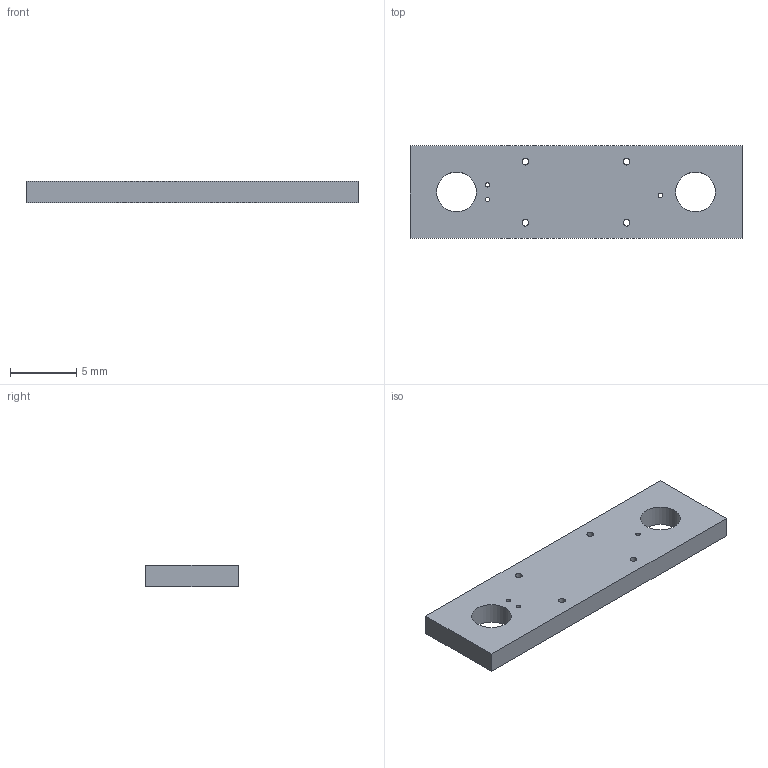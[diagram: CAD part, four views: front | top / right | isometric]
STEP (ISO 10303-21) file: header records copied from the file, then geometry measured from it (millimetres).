
FILE_DESCRIPTION(('for SolidWorks'),'2;1');
FILE_NAME('boardC.step','2016-02-14T21:26:27' ,('sawai'),(''),'Open CASCADE STEP processor 6.6','Diptrace','Unknown' );
FILE_SCHEMA(('AUTOMOTIVE_DESIGN { 1 0 10303 214 1 1 1 1 }'));
Length unit declared in the file: millimetre
Products named in the file (2): PCB; Board
Assembly tree (1 placements, depth 2):
  PCB
    Board
Bounding box: 25 x 7 x 1.6 mm (x, y, z)
Volume: 255.7 mm3; surface area: 467.3 mm2
Topology: 1 solids, 1 shells, 15 faces, 39 edges, 26 vertices
Faces by surface type: cylinder 9, plane 6
Full cylindrical faces by diameter (mm): 0.33 x3, 0.508 x4, 3 x2
Entity records: 544 total; most frequent: DIRECTION 91, CARTESIAN_POINT 82, ORIENTED_EDGE 78, EDGE_CURVE 39, AXIS2_PLACEMENT_3D 35, FACE_BOUND 33, EDGE_LOOP 33, VERTEX_POINT 26
